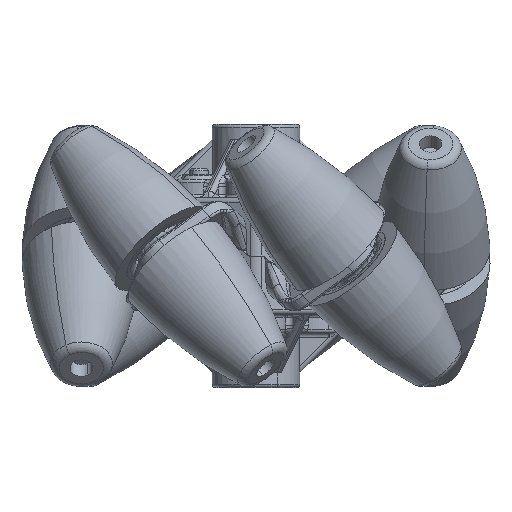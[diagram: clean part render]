
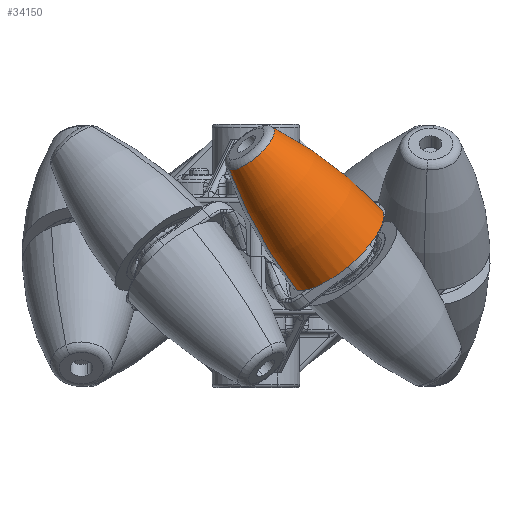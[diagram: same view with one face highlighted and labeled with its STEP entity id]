
A CAD part, front view. The second image highlights one B-rep face of the part: STEP entity #34150.
In plain terms, the highlighted toroidal (fillet/blend) face has major radius 86 mm and minor radius 99 mm.
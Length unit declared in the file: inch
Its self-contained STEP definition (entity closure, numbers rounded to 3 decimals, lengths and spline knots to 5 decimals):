
#790 = CARTESIAN_POINT ( 'NONE',  ( 0., 0.11258, 0. ) ) ;
#2852 = DIRECTION ( 'NONE',  ( 1., 0., 0. ) ) ;
#3448 = DIRECTION ( 'NONE',  ( 0., 0., -1. ) ) ;
#3634 = TOROIDAL_SURFACE ( 'NONE', #27981, -3.38583, 3.89764 ) ;
#4724 = AXIS2_PLACEMENT_3D ( 'NONE', #4851, #23520, #7515 ) ;
#4851 = CARTESIAN_POINT ( 'NONE',  ( 0., -0.03937, 3.38583 ) ) ;
#4854 = CIRCLE ( 'NONE', #22930, 0.26453 ) ;
#4924 = ORIENTED_EDGE ( 'NONE', *, *, #33978, .T. ) ;
#5497 = EDGE_LOOP ( 'NONE', ( #30584, #5631, #4924, #34403 ) ) ;
#5631 = ORIENTED_EDGE ( 'NONE', *, *, #5884, .T. ) ;
#5884 = EDGE_CURVE ( 'NONE', #10541, #20859, #4854, .T. ) ;
#7515 = DIRECTION ( 'NONE',  ( 0., 0., 1. ) ) ;
#7811 = CIRCLE ( 'NONE', #4724, 3.89764 ) ;
#9288 = AXIS2_PLACEMENT_3D ( 'NONE', #18800, #2852, #21510 ) ;
#10541 = VERTEX_POINT ( 'NONE', #13826 ) ;
#10700 = FACE_OUTER_BOUND ( 'NONE', #5497, .T. ) ;
#11183 = VERTEX_POINT ( 'NONE', #12469 ) ;
#11871 = EDGE_CURVE ( 'NONE', #21368, #11183, #26666, .T. ) ;
#12469 = CARTESIAN_POINT ( 'NONE',  ( 0., 0.11258, -0.50885 ) ) ;
#13826 = CARTESIAN_POINT ( 'NONE',  ( 0., 1.32681, 0.26453 ) ) ;
#14121 = DIRECTION ( 'NONE',  ( 0., -1., 0. ) ) ;
#14403 = EDGE_CURVE ( 'NONE', #10541, #21368, #33401, .T. ) ;
#18678 = CARTESIAN_POINT ( 'NONE',  ( 0., -0.03937, 0. ) ) ;
#18800 = CARTESIAN_POINT ( 'NONE',  ( 0., -0.03937, -3.38583 ) ) ;
#19440 = DIRECTION ( 'NONE',  ( 0., -1., 0. ) ) ;
#20613 = AXIS2_PLACEMENT_3D ( 'NONE', #790, #19440, #3448 ) ;
#20859 = VERTEX_POINT ( 'NONE', #21865 ) ;
#21368 = VERTEX_POINT ( 'NONE', #28270 ) ;
#21510 = DIRECTION ( 'NONE',  ( 0., 0., -1. ) ) ;
#21865 = CARTESIAN_POINT ( 'NONE',  ( 0., 1.32681, -0.26453 ) ) ;
#22930 = AXIS2_PLACEMENT_3D ( 'NONE', #30151, #14121, #32835 ) ;
#23520 = DIRECTION ( 'NONE',  ( -1., 0., 0. ) ) ;
#26666 = CIRCLE ( 'NONE', #20613, 0.50885 ) ;
#26757 = DIRECTION ( 'NONE',  ( 0., -1., 0. ) ) ;
#27981 = AXIS2_PLACEMENT_3D ( 'NONE', #18678, #26757, #32116 ) ;
#28270 = CARTESIAN_POINT ( 'NONE',  ( 0., 0.11258, 0.50885 ) ) ;
#30151 = CARTESIAN_POINT ( 'NONE',  ( 0., 1.32681, 0. ) ) ;
#30584 = ORIENTED_EDGE ( 'NONE', *, *, #14403, .F. ) ;
#32116 = DIRECTION ( 'NONE',  ( 0., 0., -1. ) ) ;
#32835 = DIRECTION ( 'NONE',  ( 0., 0., -1. ) ) ;
#33401 = CIRCLE ( 'NONE', #9288, 3.89764 ) ;
#33978 = EDGE_CURVE ( 'NONE', #20859, #11183, #7811, .T. ) ;
#34150 = ADVANCED_FACE ( 'NONE', ( #10700 ), #3634, .T. ) ;
#34403 = ORIENTED_EDGE ( 'NONE', *, *, #11871, .F. ) ;
